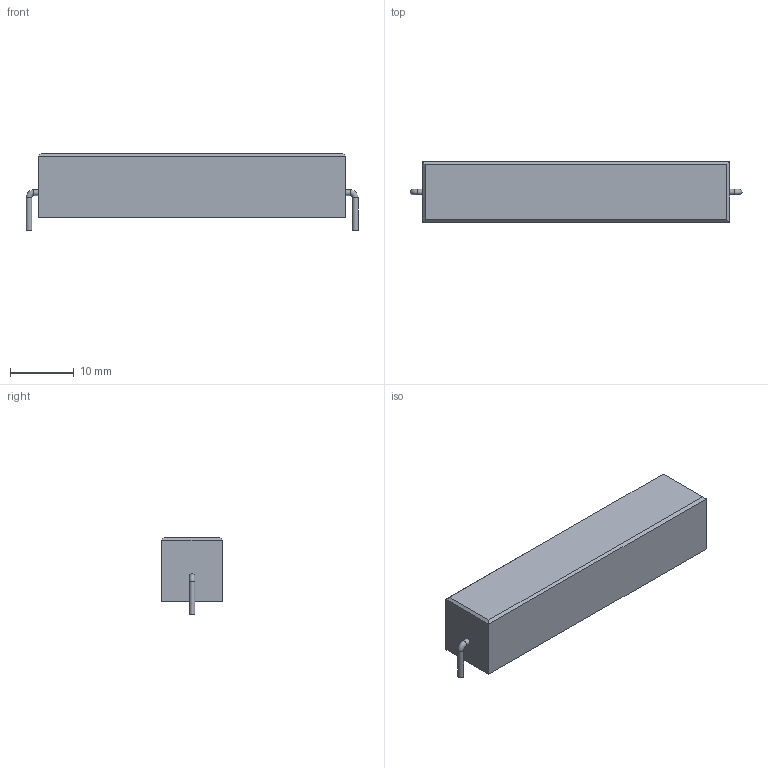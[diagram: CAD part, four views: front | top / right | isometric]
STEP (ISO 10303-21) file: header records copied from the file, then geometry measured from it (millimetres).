
FILE_DESCRIPTION(('FreeCAD Model'),'2;1');
FILE_NAME( 'R_10W.stp', '2019-11-17T22:45:29',('FreeCAD'),('FreeCAD'), 'Open CASCADE STEP processor 6.8','FreeCAD','Unknown');
FILE_SCHEMA(('AUTOMOTIVE_DESIGN { 1 0 10303 214 1 1 1 1 }'));
Length unit declared in the file: millimetre
Products named in the file (3): Open CASCADE STEP translator 6.8 1; Open CASCADE STEP translator 6.8 1.1; Open CASCADE STEP translator 6.8 1.2
Assembly tree (2 placements, depth 2):
  Open CASCADE STEP translator 6.8 1
    Open CASCADE STEP translator 6.8 1.1
    Open CASCADE STEP translator 6.8 1.2
Bounding box: 51.9 x 9.5 x 12 mm (x, y, z)
Volume: 4590.4 mm3; surface area: 2211.7 mm2
Topology: 2 solids, 2 shells, 17 faces, 31 edges, 18 vertices
Faces by surface type: plane 12, cylinder 3, torus 2
Full cylindrical faces by diameter (mm): 0.9 x3
Entity records: 853 total; most frequent: CARTESIAN_POINT 152, DIRECTION 130, LINE 74, VECTOR 74, ORIENTED_EDGE 62, PCURVE 62, DEFINITIONAL_REPRESENTATION 62, EDGE_CURVE 31
